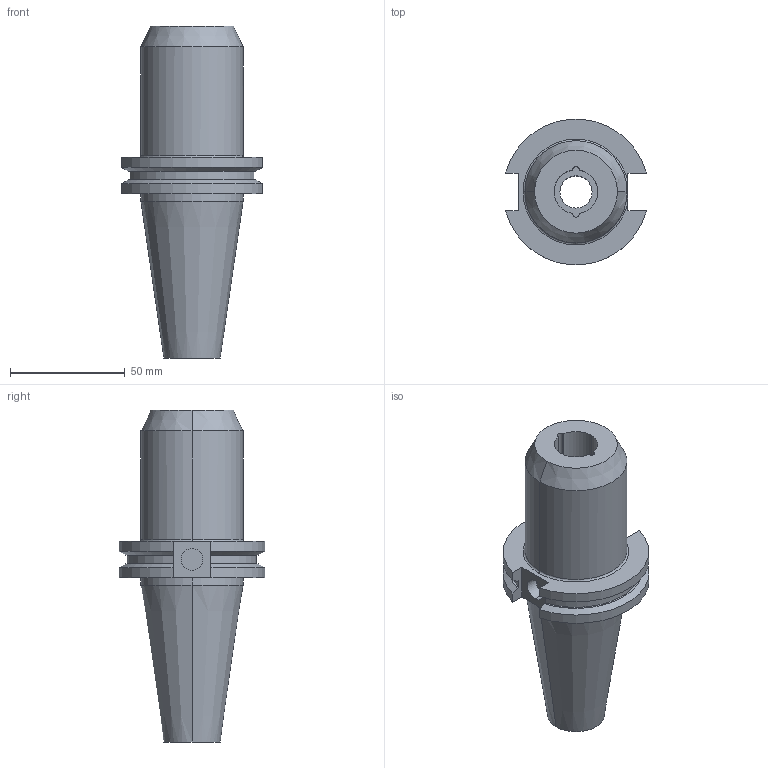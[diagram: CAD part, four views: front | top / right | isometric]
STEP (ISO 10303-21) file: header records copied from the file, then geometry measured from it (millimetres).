
FILE_DESCRIPTION (( 'STEP AP203' ), '1' );
FILE_NAME ('STP-SATE-22921-3B.STEP', '2017-12-06T01:57:56', ( '' ), ( '' ), 'SwSTEP 2.0', 'SolidWorks 2015', '' );
FILE_SCHEMA (( 'CONFIG_CONTROL_DESIGN' ));
Length unit declared in the file: millimetre
Products named in the file (1): STP-SATE-22921-3B
Bounding box: 61.35 x 63.26 x 144.45 mm (x, y, z)
Volume: 168423.9 mm3; surface area: 31976.3 mm2
Topology: 1 solids, 1 shells, 59 faces, 146 edges, 95 vertices
Faces by surface type: cylinder 29, plane 19, cone 8, torus 2, bspline 1
Entity records: 1907 total; most frequent: CARTESIAN_POINT 376, DIRECTION 325, ORIENTED_EDGE 292, EDGE_CURVE 146, AXIS2_PLACEMENT_3D 130, VERTEX_POINT 95, CIRCLE 71, EDGE_LOOP 67
